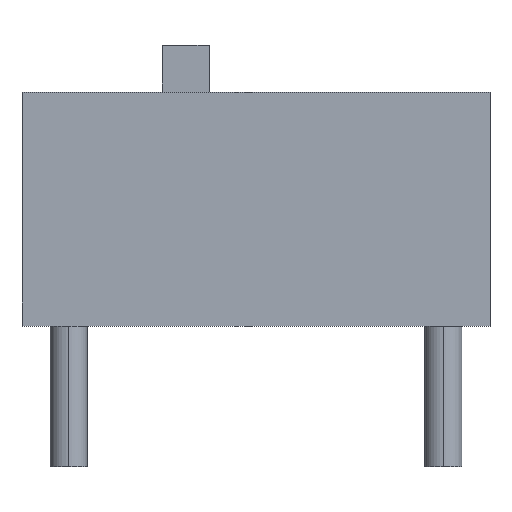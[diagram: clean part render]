
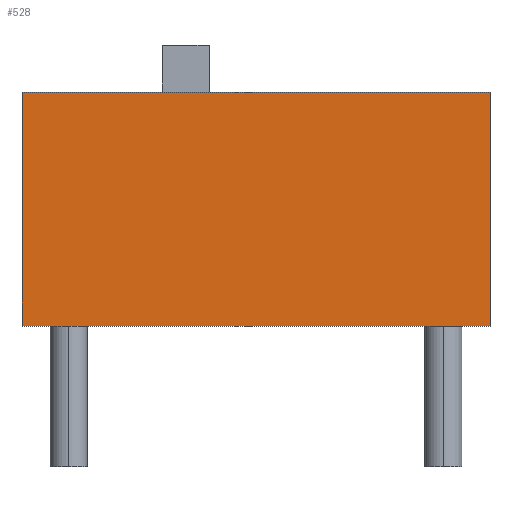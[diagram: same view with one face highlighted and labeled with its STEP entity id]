
A CAD part, top view. The second image highlights one B-rep face of the part: STEP entity #528.
In plain terms, the highlighted planar face has unit normal (0, 0, 1).
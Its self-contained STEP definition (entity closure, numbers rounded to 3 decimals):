
#4 = ORIENTED_EDGE ( 'NONE', *, *, #559, .F. ) ;
#14 = VECTOR ( 'NONE', #1783, 1000. ) ;
#93 = CARTESIAN_POINT ( 'NONE',  ( 10., 0., 0. ) ) ;
#99 = VERTEX_POINT ( 'NONE', #2116 ) ;
#130 = CARTESIAN_POINT ( 'NONE',  ( 0., 5., 0. ) ) ;
#140 = LINE ( 'NONE', #973, #14 ) ;
#262 = CARTESIAN_POINT ( 'NONE',  ( 0., 0., 0. ) ) ;
#416 = EDGE_CURVE ( 'NONE', #2145, #630, #460, .T. ) ;
#417 = LINE ( 'NONE', #944, #2499 ) ;
#453 = EDGE_LOOP ( 'NONE', ( #1639, #1191, #4, #466 ) ) ;
#460 = LINE ( 'NONE', #2596, #2030 ) ;
#466 = ORIENTED_EDGE ( 'NONE', *, *, #481, .T. ) ;
#481 = EDGE_CURVE ( 'NONE', #954, #99, #140, .T. ) ;
#488 = FACE_OUTER_BOUND ( 'NONE', #453, .T. ) ;
#528 = ADVANCED_FACE ( 'NONE', ( #488 ), #1588, .F. ) ;
#559 = EDGE_CURVE ( 'NONE', #954, #2145, #417, .T. ) ;
#630 = VERTEX_POINT ( 'NONE', #93 ) ;
#792 = DIRECTION ( 'NONE',  ( 0., -1., 0. ) ) ;
#821 = EDGE_CURVE ( 'NONE', #99, #630, #939, .T. ) ;
#872 = DIRECTION ( 'NONE',  ( 1., 0., 0. ) ) ;
#939 = LINE ( 'NONE', #262, #1430 ) ;
#944 = CARTESIAN_POINT ( 'NONE',  ( 0., 5., 0. ) ) ;
#954 = VERTEX_POINT ( 'NONE', #1360 ) ;
#973 = CARTESIAN_POINT ( 'NONE',  ( 0., 5., 0. ) ) ;
#1041 = AXIS2_PLACEMENT_3D ( 'NONE', #130, #1365, #2546 ) ;
#1191 = ORIENTED_EDGE ( 'NONE', *, *, #416, .F. ) ;
#1360 = CARTESIAN_POINT ( 'NONE',  ( 0., 5., 0. ) ) ;
#1365 = DIRECTION ( 'NONE',  ( 0., 0., -1. ) ) ;
#1430 = VECTOR ( 'NONE', #872, 1000. ) ;
#1588 = PLANE ( 'NONE',  #1041 ) ;
#1639 = ORIENTED_EDGE ( 'NONE', *, *, #821, .T. ) ;
#1743 = CARTESIAN_POINT ( 'NONE',  ( 10., 5., 0. ) ) ;
#1783 = DIRECTION ( 'NONE',  ( 0., -1., 0. ) ) ;
#2030 = VECTOR ( 'NONE', #792, 1000. ) ;
#2116 = CARTESIAN_POINT ( 'NONE',  ( 0., 0., 0. ) ) ;
#2145 = VERTEX_POINT ( 'NONE', #1743 ) ;
#2157 = DIRECTION ( 'NONE',  ( 1., 0., 0. ) ) ;
#2499 = VECTOR ( 'NONE', #2157, 1000. ) ;
#2546 = DIRECTION ( 'NONE',  ( -1., 0., 0. ) ) ;
#2596 = CARTESIAN_POINT ( 'NONE',  ( 10., 5., 0. ) ) ;
